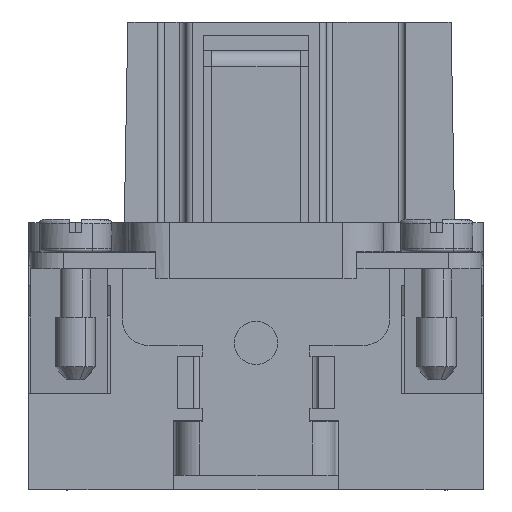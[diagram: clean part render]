
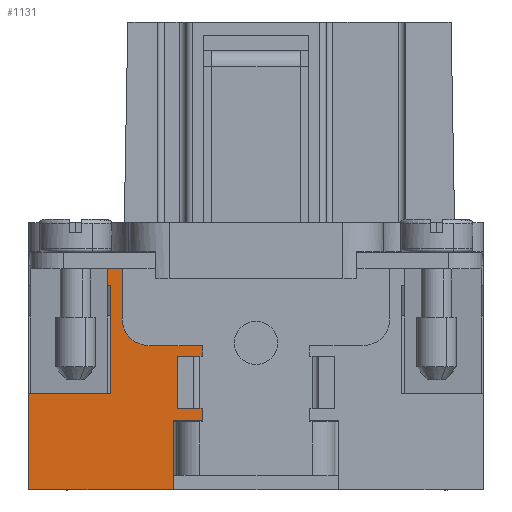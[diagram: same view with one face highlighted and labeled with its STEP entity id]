
A CAD part, front view. The second image highlights one B-rep face of the part: STEP entity #1131.
In plain terms, the highlighted planar face has unit normal (0, -1, 0).
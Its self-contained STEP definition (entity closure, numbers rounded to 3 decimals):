
#1078=AXIS2_PLACEMENT_3D('Plane Axis2P3D',#1075,#1076,#1077) ;
#279=CARTESIAN_POINT('Line Origine',(3.05,10.4,15.3)) ;
#283=CARTESIAN_POINT('Vertex',(0.,10.4,15.3)) ;
#285=CARTESIAN_POINT('Vertex',(6.1,10.4,15.3)) ;
#330=CARTESIAN_POINT('Vertex',(6.1,10.4,7.2)) ;
#333=CARTESIAN_POINT('Line Origine',(6.1,10.4,11.25)) ;
#378=CARTESIAN_POINT('Vertex',(0.,10.4,7.2)) ;
#381=CARTESIAN_POINT('Line Origine',(3.05,10.4,7.2)) ;
#835=CARTESIAN_POINT('Line Origine',(10.827,10.4,2.6)) ;
#839=CARTESIAN_POINT('Vertex',(10.827,10.4,0.)) ;
#841=CARTESIAN_POINT('Vertex',(10.827,10.4,5.2)) ;
#897=CARTESIAN_POINT('Line Origine',(5.413,10.4,0.)) ;
#901=CARTESIAN_POINT('Vertex',(0.,10.4,0.)) ;
#1075=CARTESIAN_POINT('Axis2P3D Location',(0.,10.4,16.8)) ;
#1080=CARTESIAN_POINT('Line Origine',(6.55,10.4,16.8)) ;
#1084=CARTESIAN_POINT('Vertex',(0.,10.4,16.8)) ;
#1086=CARTESIAN_POINT('Vertex',(13.1,10.4,16.8)) ;
#1089=CARTESIAN_POINT('Line Origine',(0.,10.4,16.05)) ;
#1094=CARTESIAN_POINT('Line Origine',(0.,10.4,3.6)) ;
#1099=CARTESIAN_POINT('Line Origine',(11.963,10.4,5.2)) ;
#1103=CARTESIAN_POINT('Vertex',(13.1,10.4,5.2)) ;
#1106=CARTESIAN_POINT('Line Origine',(13.1,10.4,10.1)) ;
#1110=CARTESIAN_POINT('Vertex',(13.1,10.4,15.)) ;
#1113=CARTESIAN_POINT('Line Origine',(13.1,10.4,15.9)) ;
#280=DIRECTION('Vector Direction',(1.,0.,0.)) ;
#334=DIRECTION('Vector Direction',(0.,0.,-1.)) ;
#382=DIRECTION('Vector Direction',(1.,0.,0.)) ;
#836=DIRECTION('Vector Direction',(0.,0.,-1.)) ;
#898=DIRECTION('Vector Direction',(1.,0.,0.)) ;
#1076=DIRECTION('Axis2P3D Direction',(0.,-1.,0.)) ;
#1077=DIRECTION('Axis2P3D XDirection',(0.,0.,-1.)) ;
#1081=DIRECTION('Vector Direction',(1.,0.,0.)) ;
#1090=DIRECTION('Vector Direction',(0.,0.,-1.)) ;
#1095=DIRECTION('Vector Direction',(0.,0.,-1.)) ;
#1100=DIRECTION('Vector Direction',(-1.,0.,0.)) ;
#1107=DIRECTION('Vector Direction',(0.,0.,1.)) ;
#1114=DIRECTION('Vector Direction',(0.,0.,1.)) ;
#281=VECTOR('Line Direction',#280,1.) ;
#335=VECTOR('Line Direction',#334,1.) ;
#383=VECTOR('Line Direction',#382,1.) ;
#837=VECTOR('Line Direction',#836,1.) ;
#899=VECTOR('Line Direction',#898,1.) ;
#1082=VECTOR('Line Direction',#1081,1.) ;
#1091=VECTOR('Line Direction',#1090,1.) ;
#1096=VECTOR('Line Direction',#1095,1.) ;
#1101=VECTOR('Line Direction',#1100,1.) ;
#1108=VECTOR('Line Direction',#1107,1.) ;
#1115=VECTOR('Line Direction',#1114,1.) ;
#1119=ORIENTED_EDGE('',*,*,#1088,.F.) ;
#1120=ORIENTED_EDGE('',*,*,#1093,.T.) ;
#1121=ORIENTED_EDGE('',*,*,#287,.T.) ;
#1122=ORIENTED_EDGE('',*,*,#337,.F.) ;
#1123=ORIENTED_EDGE('',*,*,#385,.F.) ;
#1124=ORIENTED_EDGE('',*,*,#1098,.T.) ;
#1125=ORIENTED_EDGE('',*,*,#903,.T.) ;
#1126=ORIENTED_EDGE('',*,*,#843,.T.) ;
#1127=ORIENTED_EDGE('',*,*,#1105,.F.) ;
#1128=ORIENTED_EDGE('',*,*,#1112,.F.) ;
#1129=ORIENTED_EDGE('',*,*,#1117,.T.) ;
#1131=ADVANCED_FACE('Hauptkoerper',(#1130),#1079,.T.) ;
#287=EDGE_CURVE('',#284,#286,#282,.T.) ;
#337=EDGE_CURVE('',#331,#286,#336,.F.) ;
#385=EDGE_CURVE('',#379,#331,#384,.T.) ;
#843=EDGE_CURVE('',#840,#842,#838,.F.) ;
#903=EDGE_CURVE('',#902,#840,#900,.T.) ;
#1088=EDGE_CURVE('',#1085,#1087,#1083,.T.) ;
#1093=EDGE_CURVE('',#1085,#284,#1092,.T.) ;
#1098=EDGE_CURVE('',#379,#902,#1097,.T.) ;
#1105=EDGE_CURVE('',#1104,#842,#1102,.T.) ;
#1112=EDGE_CURVE('',#1111,#1104,#1109,.F.) ;
#1117=EDGE_CURVE('',#1111,#1087,#1116,.T.) ;
#1118=EDGE_LOOP('',(#1119,#1120,#1121,#1122,#1123,#1124,#1125,#1126,#1127,#1128,#1129)) ;
#1130=FACE_OUTER_BOUND('',#1118,.T.) ;
#282=LINE('Line',#279,#281) ;
#336=LINE('Line',#333,#335) ;
#384=LINE('Line',#381,#383) ;
#838=LINE('Line',#835,#837) ;
#900=LINE('Line',#897,#899) ;
#1083=LINE('Line',#1080,#1082) ;
#1092=LINE('Line',#1089,#1091) ;
#1097=LINE('Line',#1094,#1096) ;
#1102=LINE('Line',#1099,#1101) ;
#1109=LINE('Line',#1106,#1108) ;
#1116=LINE('Line',#1113,#1115) ;
#1079=PLANE('',#1078) ;
#284=VERTEX_POINT('',#283) ;
#286=VERTEX_POINT('',#285) ;
#331=VERTEX_POINT('',#330) ;
#379=VERTEX_POINT('',#378) ;
#840=VERTEX_POINT('',#839) ;
#842=VERTEX_POINT('',#841) ;
#902=VERTEX_POINT('',#901) ;
#1085=VERTEX_POINT('',#1084) ;
#1087=VERTEX_POINT('',#1086) ;
#1104=VERTEX_POINT('',#1103) ;
#1111=VERTEX_POINT('',#1110) ;
